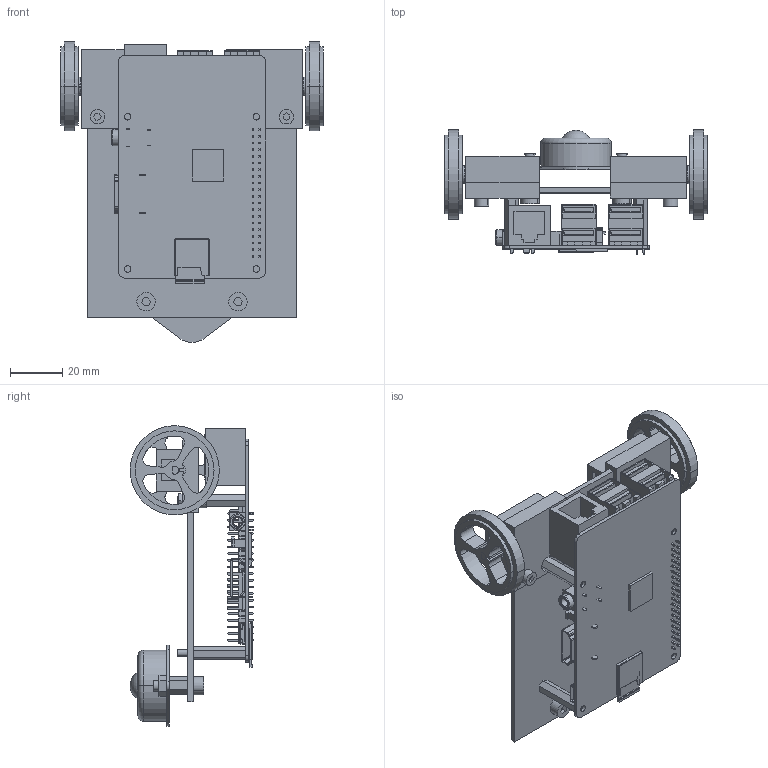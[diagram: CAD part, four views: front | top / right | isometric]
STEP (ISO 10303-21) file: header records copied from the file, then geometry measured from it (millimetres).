
FILE_DESCRIPTION (( 'STEP AP203' ), '1' );
FILE_NAME ('苤陬.STEP', '2020-04-07T14:55:30', ( '' ), ( '' ), 'SwSTEP 2.0', 'SolidWorks 2018', '' );
FILE_SCHEMA (( 'CONFIG_CONTROL_DESIGN' ));
Length unit declared in the file: millimetre
Products named in the file (80): Raspberry Pi 3_52.stp; Raspberry Pi 3_9.stp; M2.5 20+6; Raspberry Pi 3_2.stp; User Library-N20_Pad008^User Library-N20(2)_User Library-N20; Raspberry Pi 3_10.stp; RPi Heatsink Set.stp; Raspberry Pi 3_26.stp; RPi Heatsink Set_1.stp; Raspberry Pi 3_20.stp; Raspberry Pi 3_51.stp; N20酘嘐隅璃; Raspberry Pi 3_3.stp; Raspberry Pi 3_45.stp; Raspberry Pi 3_53.stp; M4蹟譫; User Library-N20_Pad003^User Library-N20(2)_User Library-N20; Raspberry Pi 3_28.stp; Raspberry Pi 3_7.stp; Raspberry Pi 3_19.stp; Raspberry Pi 3_13.stp; Raspberry Pi 3_23.stp; Raspberry Pi 3_25.stp; Raspberry Pi 3_47.stp; M3 8囀鞠褒蹟佪; User Library-N20_Pad009^User Library-N20(2)_User Library-N20; A12籟桉謫; Raspberry Pi 3_6.stp; Raspberry Pi 3_30.stp; Raspberry Pi 3_29.stp; Raspberry Pi 3_14.stp; Raspberry Pi 3_37.stp; Raspberry Pi 3_1.stp; Raspberry Pi 3_34.stp; Raspberry Pi 3_38.stp; Raspberry Pi 3_41.stp; User Library-N20_Pad010^User Library-N20(2)_User Library-N20; N20陬謫; Raspberry Pi 3_12.stp; 苤陬 ...
Assembly tree (90 placements, depth 4):
  苤陬
    苤陬菁啣
    N20陬謫  x2
    raspberrypi3.stp
      Raspberry Pi 3.stp
        Raspberry Pi 3_1.stp
        Raspberry Pi 3_1_1.stp
        Raspberry Pi 3_2.stp
        Raspberry Pi 3_3.stp
        Raspberry Pi 3_4.stp
        Raspberry Pi 3_5.stp
        Raspberry Pi 3_6.stp
        Raspberry Pi 3_7.stp
        Raspberry Pi 3_8.stp
        Raspberry Pi 3_9.stp
        Raspberry Pi 3_10.stp
        Raspberry Pi 3_11.stp
        Raspberry Pi 3_12.stp
        Raspberry Pi 3_13.stp
        Raspberry Pi 3_14.stp
        Raspberry Pi 3_15.stp
        Raspberry Pi 3_16.stp
        Raspberry Pi 3_17.stp
        Raspberry Pi 3_18.stp
        Raspberry Pi 3_19.stp
        Raspberry Pi 3_20.stp
        Raspberry Pi 3_21.stp
        Raspberry Pi 3_22.stp
        Raspberry Pi 3_23.stp
        Raspberry Pi 3_24.stp
        Raspberry Pi 3_25.stp
        Raspberry Pi 3_26.stp
        Raspberry Pi 3_27.stp
        Raspberry Pi 3_28.stp
        Raspberry Pi 3_29.stp
        Raspberry Pi 3_30.stp
        Raspberry Pi 3_31.stp
        Raspberry Pi 3_32.stp
        Raspberry Pi 3_33.stp
        Raspberry Pi 3_34.stp
        Raspberry Pi 3_35.stp
        Raspberry Pi 3_36.stp
        Raspberry Pi 3_37.stp
        Raspberry Pi 3_38.stp
        Raspberry Pi 3_39.stp
        Raspberry Pi 3_40.stp
        Raspberry Pi 3_41.stp
        Raspberry Pi 3_42.stp
        Raspberry Pi 3_43.stp
        Raspberry Pi 3_44.stp
        Raspberry Pi 3_45.stp
        Raspberry Pi 3_46.stp
        Raspberry Pi 3 (micro SD).stp
        Raspberry Pi 3_47.stp
        Raspberry Pi 3_48.stp
        Raspberry Pi 3_49.stp
        Raspberry Pi 3_50.stp
        Raspberry Pi 3_51.stp
        Raspberry Pi 3_52.stp
        Raspberry Pi 3_53.stp
Bounding box: 100 x 47.2 x 114.6 mm (x, y, z)
Volume: 64263.3 mm3; surface area: 69764.5 mm2
Topology: 94 solids, 94 shells, 1806 faces, 4389 edges, 2801 vertices
Faces by surface type: plane 1465, cylinder 323, sphere 8, cone 4, torus 4, bspline 2
Entity records: 54632 total; most frequent: CARTESIAN_POINT 8025, ORIENTED_EDGE 7700, DIRECTION 7699, EDGE_CURVE 3850, LINE 3331, VECTOR 3331, VERTEX_POINT 2446, AXIS2_PLACEMENT_3D 2184
